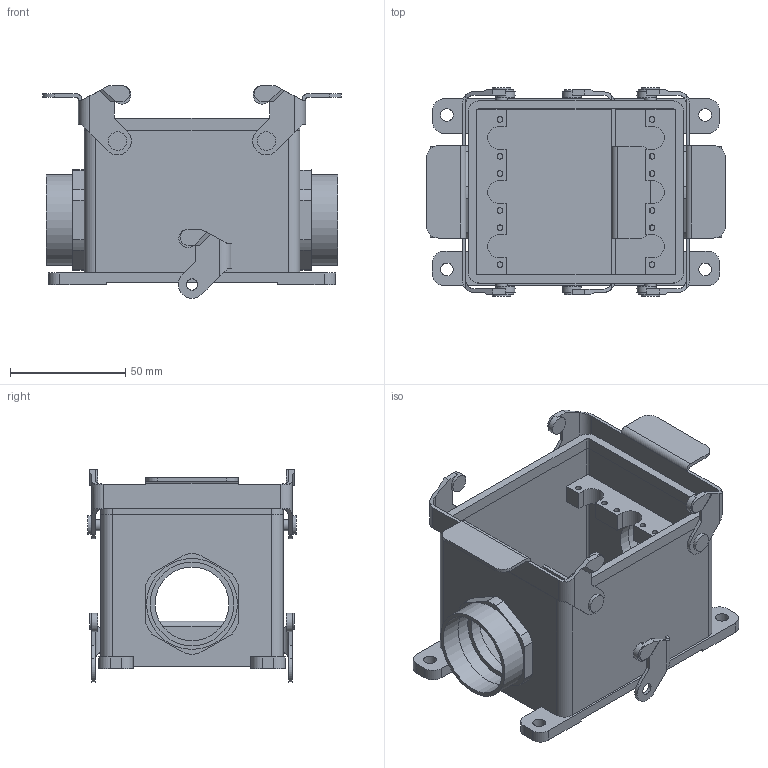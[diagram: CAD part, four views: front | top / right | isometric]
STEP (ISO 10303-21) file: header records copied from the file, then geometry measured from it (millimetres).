
FILE_DESCRIPTION( ( 'Unknown' ), '1' );
FILE_NAME( 'H_A_48_SGRL_29_ASM_C.stp', 'Unknown', ( 'Unknown' ), ( 'Unknown' ), 'PSStep 11.0', 'Unknown', ' ' );
FILE_SCHEMA( ( 'AUTOMOTIVE_DESIGN { 1 0 10303 214 1 1 1 1 }' ) );
Length unit declared in the file: millimetre
Products named in the file (3): Assem1; H_A_16_LB_C; H_A_48_SGRL_29_C
Bounding box: 129.5 x 90.4 x 92.18 mm (x, y, z)
Volume: 250222.4 mm3; surface area: 162417.4 mm2
Topology: 5 solids, 5 shells, 492 faces, 1376 edges, 928 vertices
Faces by surface type: plane 288, cylinder 204
Full cylindrical faces by diameter (mm): 2.459 x24, 4.9 x8, 5 x6, 5.5 x8, 8 x14, 32 x4, 36.24 x8, 39.4 x4
Entity records: 8642 total; most frequent: DIRECTION 1196, CARTESIAN_POINT 1169, ORIENTED_EDGE 1108, EDGE_CURVE 554, AXIS2_PLACEMENT_3D 417, VERTEX_POINT 390, LINE 362, VECTOR 362
